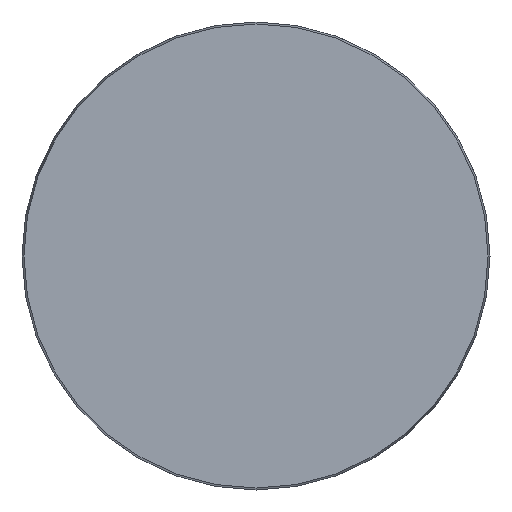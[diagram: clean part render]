
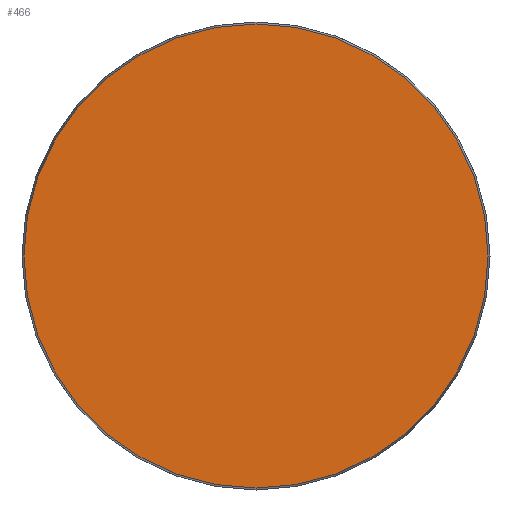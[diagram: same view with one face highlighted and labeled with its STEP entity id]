
A CAD part, front view. The second image highlights one B-rep face of the part: STEP entity #466.
In plain terms, the highlighted planar face has unit normal (0, -1, 0).
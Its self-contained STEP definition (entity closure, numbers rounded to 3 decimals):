
#48 = DIRECTION ( 'NONE',  ( 0., 1., 0. ) ) ;
#96 = CARTESIAN_POINT ( 'NONE',  ( 0., 0., -68.425 ) ) ;
#249 = AXIS2_PLACEMENT_3D ( 'NONE', #406, #48, #640 ) ;
#292 = ORIENTED_EDGE ( 'NONE', *, *, #563, .T. ) ;
#406 = CARTESIAN_POINT ( 'NONE',  ( -68.425, 0., 0. ) ) ;
#410 = PLANE ( 'NONE',  #249 ) ;
#434 = EDGE_LOOP ( 'NONE', ( #292 ) ) ;
#442 = CIRCLE ( 'NONE', #646, 68.425 ) ;
#466 = ADVANCED_FACE ( 'NONE', ( #574 ), #410, .F. ) ;
#563 = EDGE_CURVE ( 'NONE', #724, #724, #442, .T. ) ;
#574 = FACE_OUTER_BOUND ( 'NONE', #434, .T. ) ;
#630 = DIRECTION ( 'NONE',  ( 0., -1., 0. ) ) ;
#640 = DIRECTION ( 'NONE',  ( 0., 0., 1. ) ) ;
#646 = AXIS2_PLACEMENT_3D ( 'NONE', #743, #630, #687 ) ;
#687 = DIRECTION ( 'NONE',  ( 0., 0., -1. ) ) ;
#724 = VERTEX_POINT ( 'NONE', #96 ) ;
#743 = CARTESIAN_POINT ( 'NONE',  ( 0., 0., 0. ) ) ;
